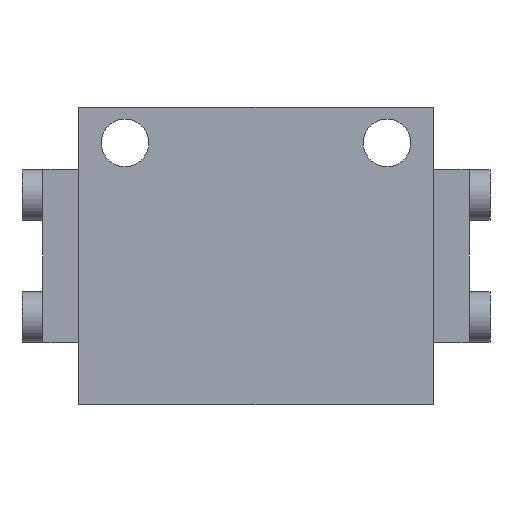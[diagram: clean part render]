
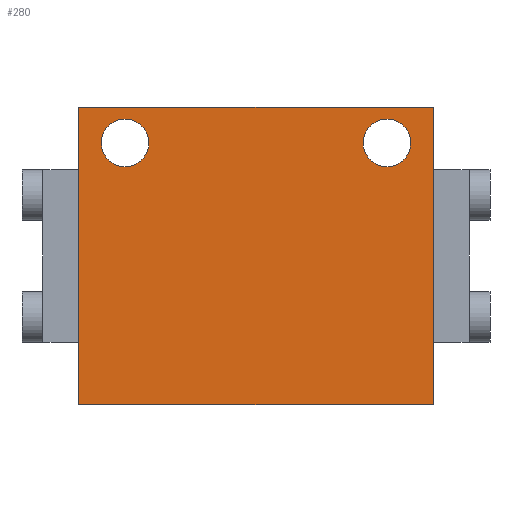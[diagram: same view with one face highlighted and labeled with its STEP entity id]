
A CAD part, front view. The second image highlights one B-rep face of the part: STEP entity #280.
In plain terms, the highlighted planar face has unit normal (0, -1, 0).
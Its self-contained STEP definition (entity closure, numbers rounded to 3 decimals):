
#280 = ADVANCED_FACE( '', ( #517, #518, #519 ), #520, .F. );
#517 = FACE_BOUND( '', #769, .T. );
#518 = FACE_BOUND( '', #770, .T. );
#519 = FACE_OUTER_BOUND( '', #771, .T. );
#520 = PLANE( '', #772 );
#769 = EDGE_LOOP( '', ( #1108 ) );
#770 = EDGE_LOOP( '', ( #1109 ) );
#771 = EDGE_LOOP( '', ( #1110, #1111, #1112, #1113 ) );
#772 = AXIS2_PLACEMENT_3D( '', #1114, #1115, #1116 );
#1108 = ORIENTED_EDGE( '', *, *, #1421, .T. );
#1109 = ORIENTED_EDGE( '', *, *, #1422, .T. );
#1110 = ORIENTED_EDGE( '', *, *, #1423, .F. );
#1111 = ORIENTED_EDGE( '', *, *, #1405, .F. );
#1112 = ORIENTED_EDGE( '', *, *, #1424, .F. );
#1113 = ORIENTED_EDGE( '', *, *, #1336, .F. );
#1114 = CARTESIAN_POINT( '', ( 0., -15., 0. ) );
#1115 = DIRECTION( '', ( 0., 1., 0. ) );
#1116 = DIRECTION( '', ( 0., 0., 1. ) );
#1336 = EDGE_CURVE( '', #1496, #1497, #1498, .T. );
#1405 = EDGE_CURVE( '', #1606, #1607, #1608, .T. );
#1421 = EDGE_CURVE( '', #1632, #1632, #1633, .T. );
#1422 = EDGE_CURVE( '', #1634, #1634, #1635, .T. );
#1423 = EDGE_CURVE( '', #1607, #1496, #1636, .T. );
#1424 = EDGE_CURVE( '', #1497, #1606, #1637, .T. );
#1496 = VERTEX_POINT( '', #1723 );
#1497 = VERTEX_POINT( '', #1724 );
#1498 = LINE( '', #1725, #1726 );
#1606 = VERTEX_POINT( '', #1862 );
#1607 = VERTEX_POINT( '', #1863 );
#1608 = LINE( '', #1864, #1865 );
#1632 = VERTEX_POINT( '', #1895 );
#1633 = CIRCLE( '', #1896, 4. );
#1634 = VERTEX_POINT( '', #1897 );
#1635 = CIRCLE( '', #1898, 4. );
#1636 = LINE( '', #1899, #1900 );
#1637 = LINE( '', #1901, #1902 );
#1723 = CARTESIAN_POINT( '', ( -29.8, -15., 25. ) );
#1724 = CARTESIAN_POINT( '', ( 29.8, -15., 25. ) );
#1725 = CARTESIAN_POINT( '', ( -29.8, -15., 25. ) );
#1726 = VECTOR( '', #1995, 1000. );
#1862 = CARTESIAN_POINT( '', ( 29.8, -15., -25. ) );
#1863 = CARTESIAN_POINT( '', ( -29.8, -15., -25. ) );
#1864 = CARTESIAN_POINT( '', ( 29.8, -15., -25. ) );
#1865 = VECTOR( '', #2081, 1000. );
#1895 = CARTESIAN_POINT( '', ( -18., -15., 19. ) );
#1896 = AXIS2_PLACEMENT_3D( '', #2100, #2101, #2102 );
#1897 = CARTESIAN_POINT( '', ( 26., -15., 19. ) );
#1898 = AXIS2_PLACEMENT_3D( '', #2103, #2104, #2105 );
#1899 = CARTESIAN_POINT( '', ( -29.8, -15., -25. ) );
#1900 = VECTOR( '', #2106, 1000. );
#1901 = CARTESIAN_POINT( '', ( 29.8, -15., 25. ) );
#1902 = VECTOR( '', #2107, 1000. );
#1995 = DIRECTION( '', ( 1., 0., 0. ) );
#2081 = DIRECTION( '', ( -1., 0., 0. ) );
#2100 = CARTESIAN_POINT( '', ( -22., -15., 19. ) );
#2101 = DIRECTION( '', ( 0., 1., 0. ) );
#2102 = DIRECTION( '', ( 1., 0., 0. ) );
#2103 = CARTESIAN_POINT( '', ( 22., -15., 19. ) );
#2104 = DIRECTION( '', ( 0., 1., 0. ) );
#2105 = DIRECTION( '', ( 1., 0., 0. ) );
#2106 = DIRECTION( '', ( 0., 0., 1. ) );
#2107 = DIRECTION( '', ( 0., 0., -1. ) );
